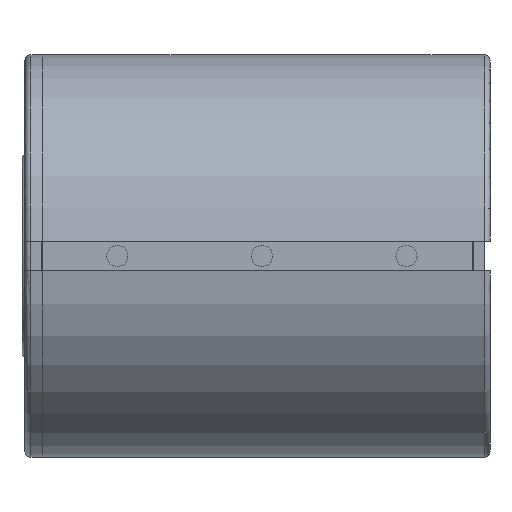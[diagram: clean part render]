
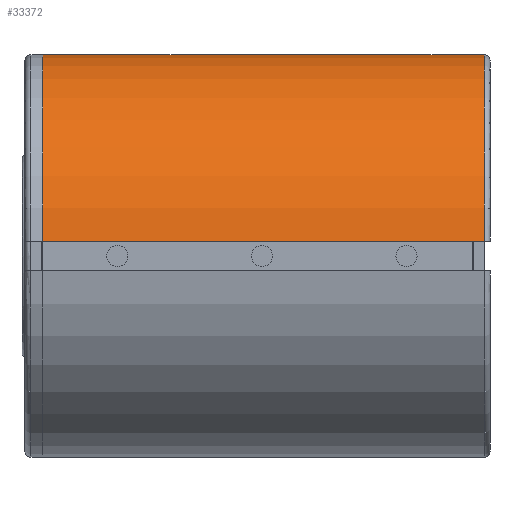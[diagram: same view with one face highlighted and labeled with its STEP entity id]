
A CAD part, left-side view. The second image highlights one B-rep face of the part: STEP entity #33372.
In plain terms, the highlighted cylindrical face has radius 67.5 mm (diameter 135 mm), a partial arc.
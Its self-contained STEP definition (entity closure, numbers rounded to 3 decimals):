
#987=CIRCLE('',#35218,67.5);
#995=CIRCLE('',#35230,67.5);
#2396=CYLINDRICAL_SURFACE('',#35236,67.5);
#3136=FACE_OUTER_BOUND('',#4938,.T.);
#4938=EDGE_LOOP('',(#22638,#22639,#22640,#22641,#22642,#22643));
#7181=LINE('',#48309,#10503);
#7186=LINE('',#48318,#10508);
#7215=LINE('',#48414,#10537);
#7228=LINE('',#48488,#10550);
#10503=VECTOR('',#38627,10.);
#10508=VECTOR('',#38636,10.);
#10537=VECTOR('',#38703,10.);
#10550=VECTOR('',#38774,10.);
#13799=VERTEX_POINT('',#48260);
#13807=VERTEX_POINT('',#48308);
#13809=VERTEX_POINT('',#48316);
#13836=VERTEX_POINT('',#48402);
#13837=VERTEX_POINT('',#48413);
#13847=VERTEX_POINT('',#48475);
#17250=EDGE_CURVE('',#13807,#13799,#7181,.T.);
#17255=EDGE_CURVE('',#13799,#13809,#7186,.T.);
#17292=EDGE_CURVE('',#13837,#13836,#7215,.T.);
#17308=EDGE_CURVE('',#13837,#13809,#987,.T.);
#17317=EDGE_CURVE('',#13847,#13836,#995,.T.);
#17323=EDGE_CURVE('',#13847,#13807,#7228,.T.);
#22638=ORIENTED_EDGE('',*,*,#17317,.F.);
#22639=ORIENTED_EDGE('',*,*,#17323,.T.);
#22640=ORIENTED_EDGE('',*,*,#17250,.T.);
#22641=ORIENTED_EDGE('',*,*,#17255,.T.);
#22642=ORIENTED_EDGE('',*,*,#17308,.F.);
#22643=ORIENTED_EDGE('',*,*,#17292,.T.);
#33372=ADVANCED_FACE('',(#3136),#2396,.T.);
#35218=AXIS2_PLACEMENT_3D('',#48460,#38733,#38734);
#35230=AXIS2_PLACEMENT_3D('',#48477,#38758,#38759);
#35236=AXIS2_PLACEMENT_3D('',#48487,#38772,#38773);
#38627=DIRECTION('',(0.,1.,0.));
#38636=DIRECTION('',(0.,1.,0.));
#38703=DIRECTION('',(0.,-1.,0.));
#38733=DIRECTION('center_axis',(0.,1.,0.));
#38734=DIRECTION('ref_axis',(0.,0.,-1.));
#38758=DIRECTION('center_axis',(0.,-1.,0.));
#38759=DIRECTION('ref_axis',(-0.68,0.,0.733));
#38772=DIRECTION('center_axis',(0.,1.,0.));
#38773=DIRECTION('ref_axis',(0.,0.,-1.));
#38774=DIRECTION('',(0.,1.,0.));
#48260=CARTESIAN_POINT('',(-90.,105.,67.5));
#48308=CARTESIAN_POINT('',(-90.,49.,67.5));
#48309=CARTESIAN_POINT('',(-90.,0.,67.5));
#48316=CARTESIAN_POINT('',(-90.,150.,67.5));
#48318=CARTESIAN_POINT('',(-90.,0.,67.5));
#48402=CARTESIAN_POINT('',(-157.315,2.,5.));
#48413=CARTESIAN_POINT('',(-157.315,150.,5.));
#48414=CARTESIAN_POINT('',(-157.315,0.,5.));
#48460=CARTESIAN_POINT('Origin',(-90.,150.,0.));
#48475=CARTESIAN_POINT('',(-90.,2.,67.5));
#48477=CARTESIAN_POINT('Origin',(-90.,2.,0.));
#48487=CARTESIAN_POINT('Origin',(-90.,0.,0.));
#48488=CARTESIAN_POINT('',(-90.,0.,67.5));
